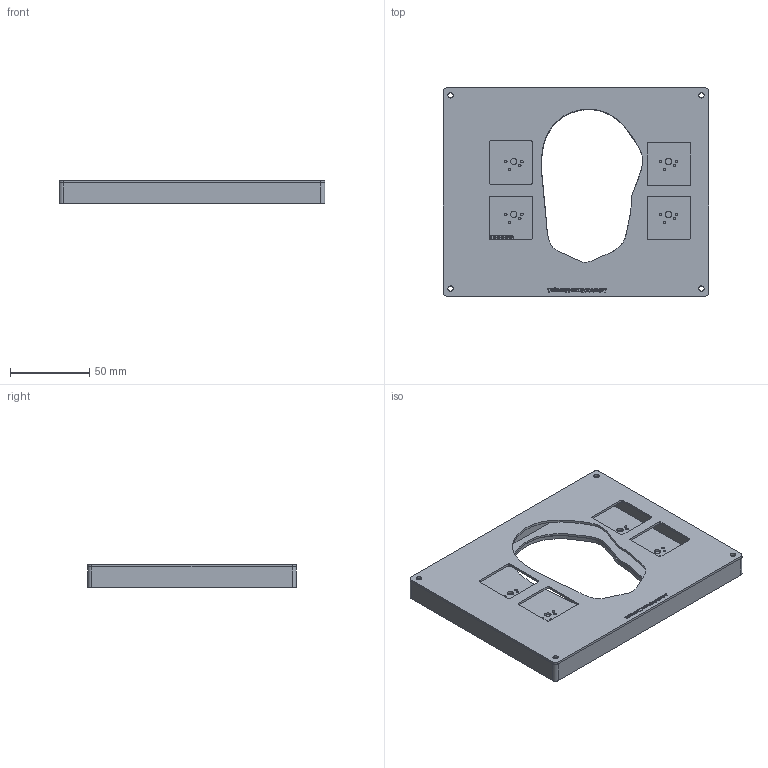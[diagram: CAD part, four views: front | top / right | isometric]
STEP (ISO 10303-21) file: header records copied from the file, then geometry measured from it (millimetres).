
FILE_DESCRIPTION(/* description */ ('STEP AP242','CAx-IF Rec.Pracs.---Representation and Presentation of Product Manufacturing Information (PMI)---4.0---2014-10-13','CAx-IF Rec.Pracs.---3D Tessellated Geometry---0.4---2014-09-14','2;1'),/* implementation_level */ '2;1');
FILE_NAME(/* name */ '686e04a93be1e82bb2491e36',/* time_stamp */ '2025-07-09T05:57:00Z',/* author */ (''),/* organization */ (''),/* preprocessor_version */ 'ST-DEVELOPER v20',/* originating_system */ 'ONSHAPE BY PTC INC, 1.200',/* authorisation */ ' ');
FILE_SCHEMA (('AP242_MANAGED_MODEL_BASED_3D_ENGINEERING_MIM_LF { 1 0 10303 442 1 1 4 }'));
Products named in the file (57): nice!nano v2 v1; C0201 v1; nice!nano v1.0; C0402 v1; hackpad_final_PCB; Crystal Oscillator v3 (1); Part 2; usb4520-03-0-a v1; 0603 v1; Crystal Oscillator v3; Part 1; LED_0603_1608Metric_ON v1(Mirror); LED_0603_1608Metric_ON v1
Assembly tree (156 placements, depth 2):
  nice!nano v2 v1
    C0201 v1  x21
    C0201 v1  x7
    nice!nano v1.0
    C0201 v1  x7
    nice!nano v1.0
    C0201 v1  x21
    C0402 v1  x8
    hackpad_final_PCB
    C0201 v1  x21
    nice!nano v1.0
    nice!nano v1.0
    Crystal Oscillator v3 (1)
    nice!nano v1.0
    nice!nano v1.0
    nice!nano v1.0
    nice!nano v1.0
    nice!nano v1.0
    nice!nano v1.0
    C0201 v1  x7
    C0402 v1  x8
    nice!nano v2 v1
    Part 2
    nice!nano v1.0
    nice!nano v1.0
    nice!nano v2 v1
    nice!nano v1.0
    nice!nano v1.0
    nice!nano v1.0
    nice!nano v1.0
    nice!nano v1.0
    usb4520-03-0-a v1
    nice!nano v2 v1
    C0402 v1  x8
    nice!nano v1.0
    nice!nano v1.0
    usb4520-03-0-a v1
    0603 v1  x2
    nice!nano v1.0
    nice!nano v1.0
    nice!nano v1.0
    nice!nano v1.0
    nice!nano v2 v1
    nice!nano v1.0
    nice!nano v1.0
    nice!nano v2 v1
    nice!nano v1.0
    nice!nano v1.0
    Crystal Oscillator v3
    Part 1
    nice!nano v1.0
    nice!nano v1.0
    LED_0603_1608Metric_ON v1(Mirror)
    nice!nano v2 v1
    LED_0603_1608Metric_ON v1
    nice!nano v2 v1
    nice!nano v2 v1
Bounding box: 167.74 x 131.43 x 14.5 mm (x, y, z)
Volume: 140590.4 mm3; surface area: 106858.2 mm2
Topology: 156 solids, 156 shells, 3972 faces, 10057 edges, 6015 vertices
Faces by surface type: plane 1663, cylinder 1607, bspline 342, sphere 304, torus 28, cone 28
Full cylindrical faces by diameter (mm): 0.107 x4, 0.35 x1, 0.375 x4, 0.8 x28, 0.889 x14, 1.4 x3, 1.405 x3, 1.5 x8, 1.6 x50, 1.7 x8, 3.4 x8, 4 x4
Entity records: 69793 total; most frequent: CARTESIAN_POINT 14335, ORIENTED_EDGE 10390, DIRECTION 10317, EDGE_CURVE 5195, LINE 3509, VECTOR 3509, VERTEX_POINT 3460, AXIS2_PLACEMENT_3D 3404
